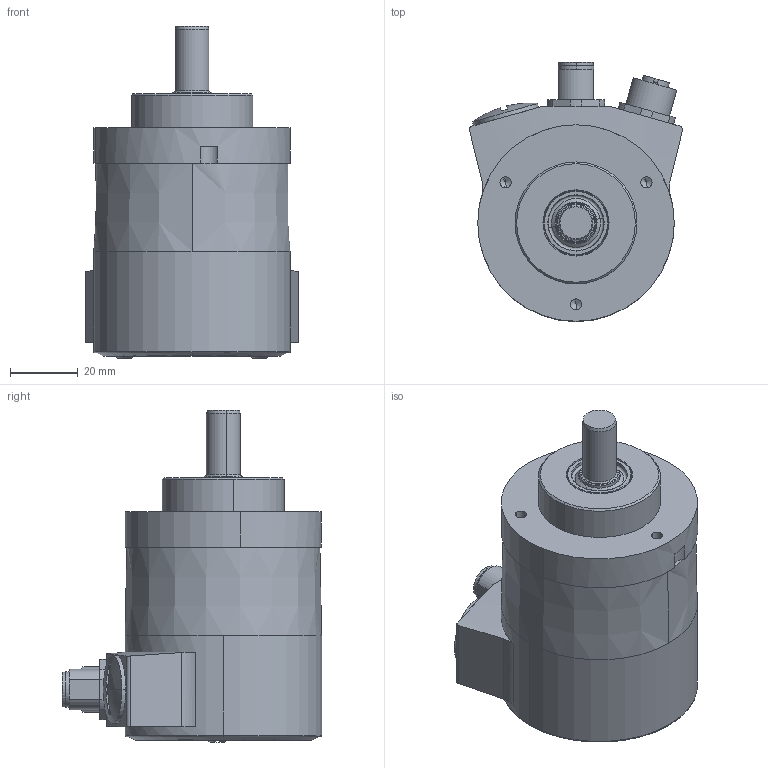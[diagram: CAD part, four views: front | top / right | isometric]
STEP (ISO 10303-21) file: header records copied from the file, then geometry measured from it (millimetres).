
FILE_DESCRIPTION((''),'2;1');
FILE_NAME('823667-01','2013-06-19T',('SE2562'),(''),'PRO/ENGINEER BY PARAMETRIC TECHNOLOGY CORPORATION, 2011410','PRO/ENGINEER BY PARAMETRIC TECHNOLOGY CORPORATION, 2011410','');
FILE_SCHEMA(('CONFIG_CONTROL_DESIGN'));
Length unit declared in the file: millimetre
Products named in the file (1): 823667-01
Bounding box: 62.91 x 76.5 x 98 mm (x, y, z)
Volume: 76397.2 mm3; surface area: 52723 mm2
Topology: 7 solids, 8 shells, 821 faces, 2085 edges, 1334 vertices
Faces by surface type: plane 322, cylinder 315, cone 137, torus 40, sphere 7
Entity records: 25747 total; most frequent: CARTESIAN_POINT 5494, DIRECTION 4444, ORIENTED_EDGE 4118, EDGE_CURVE 2059, AXIS2_PLACEMENT_3D 1733, VERTEX_POINT 1334, VECTOR 978, LINE 978
